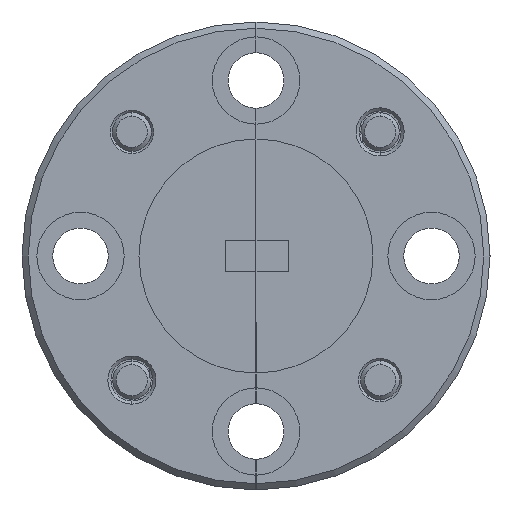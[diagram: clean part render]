
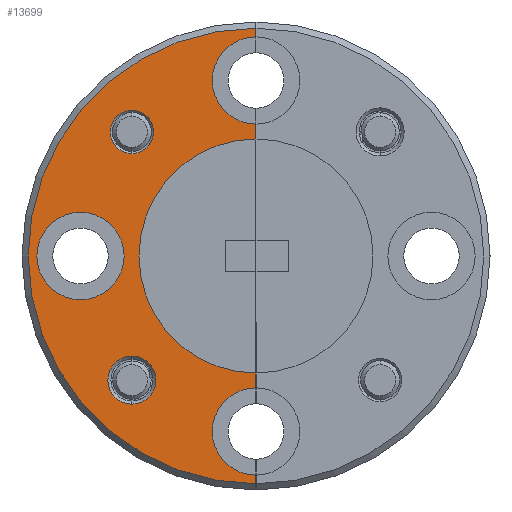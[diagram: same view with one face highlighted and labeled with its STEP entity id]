
A CAD part, left-side view. The second image highlights one B-rep face of the part: STEP entity #13699.
In plain terms, the highlighted planar face has unit normal (-1, 0, 0).
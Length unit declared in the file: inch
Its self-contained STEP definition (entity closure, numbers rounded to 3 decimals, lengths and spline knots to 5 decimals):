
#27 = CARTESIAN_POINT ( 'NONE',  ( -0.57, 0., 0.1875 ) ) ;
#127 = AXIS2_PLACEMENT_3D ( 'NONE', #13167, #13273, #27468 ) ;
#133 = FACE_OUTER_BOUND ( 'NONE', #559, .T. ) ;
#183 = EDGE_CURVE ( 'NONE', #17945, #27738, #1869, .T. ) ;
#240 = CARTESIAN_POINT ( 'NONE',  ( -0.57, 0., -0.28125 ) ) ;
#359 = VERTEX_POINT ( 'NONE', #14743 ) ;
#374 = EDGE_CURVE ( 'NONE', #2063, #27686, #4439, .T. ) ;
#468 = DIRECTION ( 'NONE',  ( 0., 0., 1. ) ) ;
#538 = ORIENTED_EDGE ( 'NONE', *, *, #11338, .T. ) ;
#559 = EDGE_LOOP ( 'NONE', ( #9141, #14918, #24566, #4276, #7124, #23633, #10559, #20744 ) ) ;
#1145 = AXIS2_PLACEMENT_3D ( 'NONE', #22782, #17798, #27369 ) ;
#1270 = AXIS2_PLACEMENT_3D ( 'NONE', #14826, #24341, #468 ) ;
#1336 = VERTEX_POINT ( 'NONE', #26696 ) ;
#1406 = EDGE_LOOP ( 'NONE', ( #9592, #8390 ) ) ;
#1472 = CARTESIAN_POINT ( 'NONE',  ( -0.57, 0.19887, 0.16412 ) ) ;
#1869 = LINE ( 'NONE', #4025, #15483 ) ;
#2063 = VERTEX_POINT ( 'NONE', #27 ) ;
#2741 = AXIS2_PLACEMENT_3D ( 'NONE', #15191, #6139, #8270 ) ;
#2768 = DIRECTION ( 'NONE',  ( 0., 0., 1. ) ) ;
#3501 = AXIS2_PLACEMENT_3D ( 'NONE', #240, #28574, #2768 ) ;
#3677 = CARTESIAN_POINT ( 'NONE',  ( -0.57, 0., 0. ) ) ;
#3892 = CARTESIAN_POINT ( 'NONE',  ( -0.57, 0., -0.35125 ) ) ;
#3922 = CIRCLE ( 'NONE', #1270, 0.07 ) ;
#4025 = CARTESIAN_POINT ( 'NONE',  ( -0.57, 0., 0. ) ) ;
#4144 = FACE_BOUND ( 'NONE', #1406, .T. ) ;
#4276 = ORIENTED_EDGE ( 'NONE', *, *, #12637, .F. ) ;
#4439 = LINE ( 'NONE', #26143, #18010 ) ;
#4776 = CIRCLE ( 'NONE', #11999, 0.03475 ) ;
#4829 = VECTOR ( 'NONE', #11138, 39.37008 ) ;
#5091 = CIRCLE ( 'NONE', #7139, 0.365 ) ;
#5510 = VERTEX_POINT ( 'NONE', #3892 ) ;
#6139 = DIRECTION ( 'NONE',  ( -1., 0., 0. ) ) ;
#6494 = CIRCLE ( 'NONE', #15674, 0.0385 ) ;
#7124 = ORIENTED_EDGE ( 'NONE', *, *, #23601, .T. ) ;
#7139 = AXIS2_PLACEMENT_3D ( 'NONE', #3677, #22743, #13239 ) ;
#7224 = DIRECTION ( 'NONE',  ( 0., 0., 1. ) ) ;
#7759 = ORIENTED_EDGE ( 'NONE', *, *, #26832, .T. ) ;
#7818 = DIRECTION ( 'NONE',  ( 0., 0., 1. ) ) ;
#7940 = ORIENTED_EDGE ( 'NONE', *, *, #15748, .T. ) ;
#8270 = DIRECTION ( 'NONE',  ( 0., 0., 1. ) ) ;
#8390 = ORIENTED_EDGE ( 'NONE', *, *, #26133, .F. ) ;
#8535 = DIRECTION ( 'NONE',  ( 0., 0., 1. ) ) ;
#8933 = CARTESIAN_POINT ( 'NONE',  ( -0.57, 0.28125, 0. ) ) ;
#9069 = CARTESIAN_POINT ( 'NONE',  ( -0.57, 0., 0.365 ) ) ;
#9141 = ORIENTED_EDGE ( 'NONE', *, *, #183, .T. ) ;
#9592 = ORIENTED_EDGE ( 'NONE', *, *, #16009, .F. ) ;
#10066 = VERTEX_POINT ( 'NONE', #21335 ) ;
#10333 = CARTESIAN_POINT ( 'NONE',  ( -0.57, 0.28125, -0.07 ) ) ;
#10337 = AXIS2_PLACEMENT_3D ( 'NONE', #14938, #22288, #10387 ) ;
#10387 = DIRECTION ( 'NONE',  ( 0., 0., 1. ) ) ;
#10559 = ORIENTED_EDGE ( 'NONE', *, *, #374, .T. ) ;
#10611 = EDGE_CURVE ( 'NONE', #10066, #359, #30248, .T. ) ;
#10914 = CARTESIAN_POINT ( 'NONE',  ( -0.57, 0.28125, 0.07 ) ) ;
#11138 = DIRECTION ( 'NONE',  ( 0., 0., 1. ) ) ;
#11297 = DIRECTION ( 'NONE',  ( -1., 0., 0. ) ) ;
#11338 = EDGE_CURVE ( 'NONE', #12829, #21237, #11769, .T. ) ;
#11769 = CIRCLE ( 'NONE', #1145, 0.03475 ) ;
#11844 = DIRECTION ( 'NONE',  ( 0., 0., 1. ) ) ;
#11999 = AXIS2_PLACEMENT_3D ( 'NONE', #19252, #17023, #7818 ) ;
#12138 = CIRCLE ( 'NONE', #2741, 0.1875 ) ;
#12637 = EDGE_CURVE ( 'NONE', #1336, #5510, #22896, .T. ) ;
#12829 = VERTEX_POINT ( 'NONE', #14815 ) ;
#13167 = CARTESIAN_POINT ( 'NONE',  ( -0.57, 0.28125, 0. ) ) ;
#13239 = DIRECTION ( 'NONE',  ( 0., 0., 1. ) ) ;
#13273 = DIRECTION ( 'NONE',  ( -1., 0., 0. ) ) ;
#13433 = CARTESIAN_POINT ( 'NONE',  ( -0.57, 0., 0. ) ) ;
#13611 = DIRECTION ( 'NONE',  ( 1., 0., 0. ) ) ;
#13699 = ADVANCED_FACE ( 'NONE', ( #4144, #133, #28412, #15564 ), #14134, .T. ) ;
#14134 = PLANE ( 'NONE',  #26960 ) ;
#14139 = VECTOR ( 'NONE', #11844, 39.37008 ) ;
#14335 = CIRCLE ( 'NONE', #25617, 0.07 ) ;
#14743 = CARTESIAN_POINT ( 'NONE',  ( -0.57, 0.19887, -0.23737 ) ) ;
#14815 = CARTESIAN_POINT ( 'NONE',  ( -0.57, 0.19887, 0.23362 ) ) ;
#14826 = CARTESIAN_POINT ( 'NONE',  ( -0.57, 0., 0.28125 ) ) ;
#14914 = CARTESIAN_POINT ( 'NONE',  ( -0.57, 0., -0.365 ) ) ;
#14918 = ORIENTED_EDGE ( 'NONE', *, *, #25683, .T. ) ;
#14938 = CARTESIAN_POINT ( 'NONE',  ( -0.57, 0.19887, -0.19887 ) ) ;
#15007 = EDGE_LOOP ( 'NONE', ( #23836, #7759 ) ) ;
#15191 = CARTESIAN_POINT ( 'NONE',  ( -0.57, 0., 0. ) ) ;
#15483 = VECTOR ( 'NONE', #8535, 39.37008 ) ;
#15564 = FACE_BOUND ( 'NONE', #15007, .T. ) ;
#15674 = AXIS2_PLACEMENT_3D ( 'NONE', #16088, #13611, #15992 ) ;
#15748 = EDGE_CURVE ( 'NONE', #21237, #12829, #4776, .T. ) ;
#15858 = LINE ( 'NONE', #13433, #4829 ) ;
#15992 = DIRECTION ( 'NONE',  ( 0., 0., 1. ) ) ;
#16009 = EDGE_CURVE ( 'NONE', #29435, #19217, #14335, .T. ) ;
#16088 = CARTESIAN_POINT ( 'NONE',  ( -0.57, 0.19887, -0.19887 ) ) ;
#17023 = DIRECTION ( 'NONE',  ( 1., 0., 0. ) ) ;
#17371 = VERTEX_POINT ( 'NONE', #14914 ) ;
#17798 = DIRECTION ( 'NONE',  ( 1., 0., 0. ) ) ;
#17945 = VERTEX_POINT ( 'NONE', #19844 ) ;
#18010 = VECTOR ( 'NONE', #23844, 39.37008 ) ;
#18699 = EDGE_CURVE ( 'NONE', #17945, #27686, #3922, .T. ) ;
#19217 = VERTEX_POINT ( 'NONE', #10333 ) ;
#19252 = CARTESIAN_POINT ( 'NONE',  ( -0.57, 0.19887, 0.19887 ) ) ;
#19844 = CARTESIAN_POINT ( 'NONE',  ( -0.57, 0., 0.35125 ) ) ;
#20364 = LINE ( 'NONE', #23193, #14139 ) ;
#20444 = EDGE_LOOP ( 'NONE', ( #538, #7940 ) ) ;
#20480 = CIRCLE ( 'NONE', #127, 0.07 ) ;
#20744 = ORIENTED_EDGE ( 'NONE', *, *, #18699, .F. ) ;
#21237 = VERTEX_POINT ( 'NONE', #1472 ) ;
#21335 = CARTESIAN_POINT ( 'NONE',  ( -0.57, 0.19887, -0.16037 ) ) ;
#22288 = DIRECTION ( 'NONE',  ( 1., 0., 0. ) ) ;
#22696 = EDGE_CURVE ( 'NONE', #2063, #29759, #12138, .T. ) ;
#22743 = DIRECTION ( 'NONE',  ( -1., 0., 0. ) ) ;
#22782 = CARTESIAN_POINT ( 'NONE',  ( -0.57, 0.19887, 0.19887 ) ) ;
#22896 = CIRCLE ( 'NONE', #3501, 0.07 ) ;
#23193 = CARTESIAN_POINT ( 'NONE',  ( -0.57, 0., 0. ) ) ;
#23601 = EDGE_CURVE ( 'NONE', #1336, #29759, #15858, .T. ) ;
#23633 = ORIENTED_EDGE ( 'NONE', *, *, #22696, .F. ) ;
#23836 = ORIENTED_EDGE ( 'NONE', *, *, #10611, .T. ) ;
#23844 = DIRECTION ( 'NONE',  ( 0., 0., 1. ) ) ;
#24341 = DIRECTION ( 'NONE',  ( -1., 0., 0. ) ) ;
#24566 = ORIENTED_EDGE ( 'NONE', *, *, #28112, .T. ) ;
#25617 = AXIS2_PLACEMENT_3D ( 'NONE', #8933, #11297, #27766 ) ;
#25683 = EDGE_CURVE ( 'NONE', #27738, #17371, #5091, .T. ) ;
#25856 = DIRECTION ( 'NONE',  ( -1., 0., 0. ) ) ;
#26133 = EDGE_CURVE ( 'NONE', #19217, #29435, #20480, .T. ) ;
#26143 = CARTESIAN_POINT ( 'NONE',  ( -0.57, 0., 0. ) ) ;
#26696 = CARTESIAN_POINT ( 'NONE',  ( -0.57, 0., -0.21125 ) ) ;
#26832 = EDGE_CURVE ( 'NONE', #359, #10066, #6494, .T. ) ;
#26960 = AXIS2_PLACEMENT_3D ( 'NONE', #30395, #25856, #7224 ) ;
#27369 = DIRECTION ( 'NONE',  ( 0., 0., 1. ) ) ;
#27468 = DIRECTION ( 'NONE',  ( 0., 0., 1. ) ) ;
#27686 = VERTEX_POINT ( 'NONE', #29665 ) ;
#27738 = VERTEX_POINT ( 'NONE', #9069 ) ;
#27766 = DIRECTION ( 'NONE',  ( 0., 0., 1. ) ) ;
#28112 = EDGE_CURVE ( 'NONE', #17371, #5510, #20364, .T. ) ;
#28412 = FACE_BOUND ( 'NONE', #20444, .T. ) ;
#28574 = DIRECTION ( 'NONE',  ( -1., 0., 0. ) ) ;
#29435 = VERTEX_POINT ( 'NONE', #10914 ) ;
#29652 = CARTESIAN_POINT ( 'NONE',  ( -0.57, 0., -0.1875 ) ) ;
#29665 = CARTESIAN_POINT ( 'NONE',  ( -0.57, 0., 0.21125 ) ) ;
#29759 = VERTEX_POINT ( 'NONE', #29652 ) ;
#30248 = CIRCLE ( 'NONE', #10337, 0.0385 ) ;
#30395 = CARTESIAN_POINT ( 'NONE',  ( -0.57, 0., 0. ) ) ;
